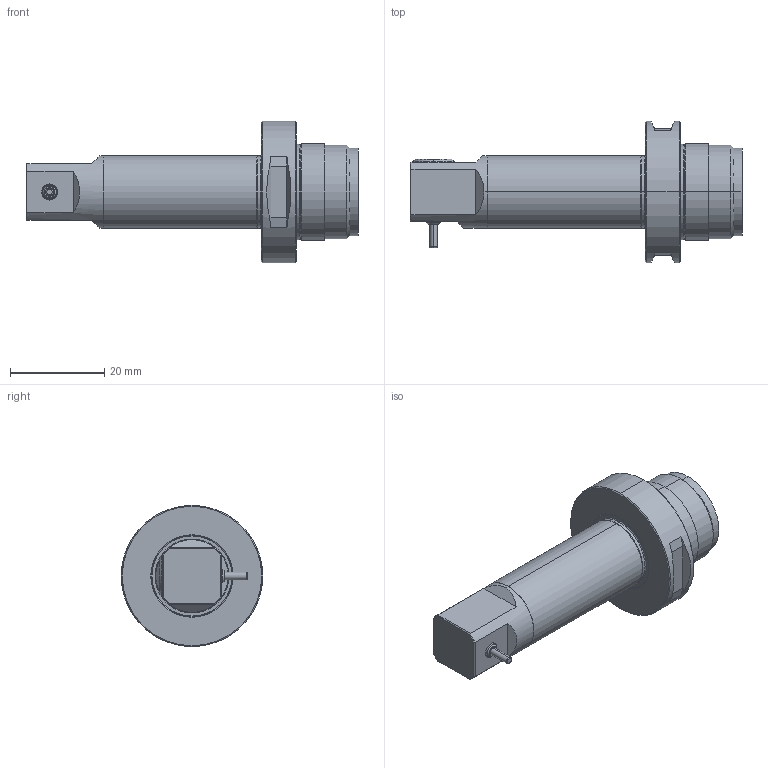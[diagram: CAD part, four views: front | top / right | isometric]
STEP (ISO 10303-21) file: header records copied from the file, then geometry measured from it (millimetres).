
FILE_DESCRIPTION (( 'STEP AP214' ), '1' );
FILE_NAME ('RAM-3014(2‰ñ–Ú).STEP', '2026-03-09T02:43:16', ( '' ), ( '' ), 'SwSTEP 2.0', 'SolidWorks 2024', '' );
FILE_SCHEMA (( 'AUTOMOTIVE_DESIGN' ));
Length unit declared in the file: millimetre
Products named in the file (1): RAM-3014(2回目)
Bounding box: 70.5 x 30 x 30 mm (x, y, z)
Volume: 10446.4 mm3; surface area: 9238.4 mm2
Topology: 25 solids, 25 shells, 528 faces, 1269 edges, 807 vertices
Faces by surface type: plane 220, cylinder 192, cone 79, torus 29, sphere 8
Entity records: 16923 total; most frequent: CARTESIAN_POINT 4316, DIRECTION 2636, ORIENTED_EDGE 2532, EDGE_CURVE 1266, AXIS2_PLACEMENT_3D 1039, VERTEX_POINT 805, EDGE_LOOP 577, LINE 558
